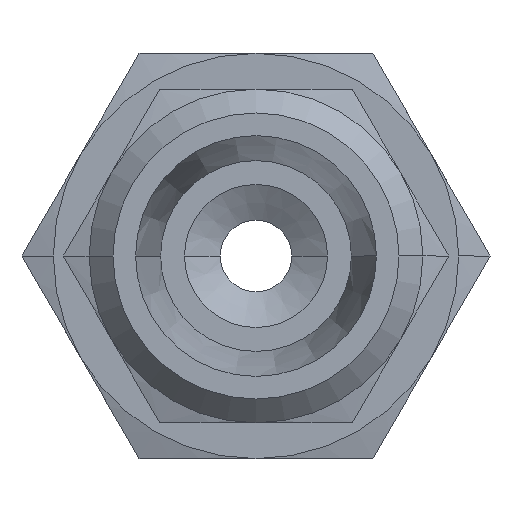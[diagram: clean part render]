
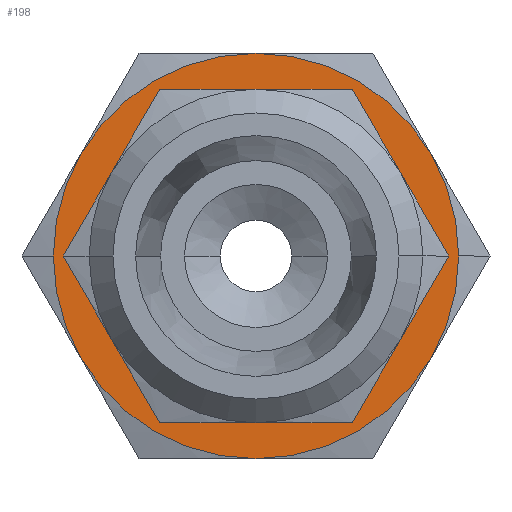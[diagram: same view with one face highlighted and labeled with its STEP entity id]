
A CAD part, left-side view. The second image highlights one B-rep face of the part: STEP entity #198.
In plain terms, the highlighted planar face has unit normal (-1, 0, 0).
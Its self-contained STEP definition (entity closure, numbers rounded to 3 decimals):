
#198 = ADVANCED_FACE( '', ( #499, #500 ), #501, .T. );
#499 = FACE_BOUND( '', #869, .T. );
#500 = FACE_OUTER_BOUND( '', #870, .T. );
#501 = PLANE( '', #871 );
#869 = EDGE_LOOP( '', ( #1899, #1900 ) );
#870 = EDGE_LOOP( '', ( #1901, #1902, #1903, #1904, #1905, #1906, #1907, #1908 ) );
#871 = AXIS2_PLACEMENT_3D( '', #1909, #1910, #1911 );
#1899 = ORIENTED_EDGE( '', *, *, #2410, .F. );
#1900 = ORIENTED_EDGE( '', *, *, #2683, .F. );
#1901 = ORIENTED_EDGE( '', *, *, #2684, .T. );
#1902 = ORIENTED_EDGE( '', *, *, #2389, .T. );
#1903 = ORIENTED_EDGE( '', *, *, #2685, .T. );
#1904 = ORIENTED_EDGE( '', *, *, #2686, .T. );
#1905 = ORIENTED_EDGE( '', *, *, #2385, .T. );
#1906 = ORIENTED_EDGE( '', *, *, #2687, .T. );
#1907 = ORIENTED_EDGE( '', *, *, #2688, .T. );
#1908 = ORIENTED_EDGE( '', *, *, #2689, .T. );
#1909 = CARTESIAN_POINT( '', ( 3.3, 6.75, 0. ) );
#1910 = DIRECTION( '', ( -1., 0., 0. ) );
#1911 = DIRECTION( '', ( 0., 1., 0. ) );
#2385 = EDGE_CURVE( '', #2867, #2864, #2868, .T. );
#2389 = EDGE_CURVE( '', #2871, #2873, #2875, .T. );
#2410 = EDGE_CURVE( '', #2913, #2916, #2917, .T. );
#2683 = EDGE_CURVE( '', #2916, #2913, #3366, .T. );
#2684 = EDGE_CURVE( '', #3367, #2871, #3368, .T. );
#2685 = EDGE_CURVE( '', #2873, #3369, #3370, .T. );
#2686 = EDGE_CURVE( '', #3369, #2867, #3371, .T. );
#2687 = EDGE_CURVE( '', #2864, #3372, #3373, .T. );
#2688 = EDGE_CURVE( '', #3372, #3374, #3375, .T. );
#2689 = EDGE_CURVE( '', #3374, #3367, #3376, .T. );
#2864 = VERTEX_POINT( '', #3574 );
#2867 = VERTEX_POINT( '', #3578 );
#2868 = CIRCLE( '', #3579, 8.5 );
#2871 = VERTEX_POINT( '', #3591 );
#2873 = VERTEX_POINT( '', #3594 );
#2875 = CIRCLE( '', #3605, 8.5 );
#2913 = VERTEX_POINT( '', #3687 );
#2916 = VERTEX_POINT( '', #3691 );
#2917 = CIRCLE( '', #3692, 5. );
#3366 = CIRCLE( '', #4334, 5. );
#3367 = VERTEX_POINT( '', #4335 );
#3368 = CIRCLE( '', #4336, 8.5 );
#3369 = VERTEX_POINT( '', #4337 );
#3370 = CIRCLE( '', #4338, 8.5 );
#3371 = CIRCLE( '', #4339, 8.5 );
#3372 = VERTEX_POINT( '', #4340 );
#3373 = CIRCLE( '', #4341, 8.5 );
#3374 = VERTEX_POINT( '', #4342 );
#3375 = CIRCLE( '', #4343, 8.5 );
#3376 = CIRCLE( '', #4344, 8.5 );
#3574 = CARTESIAN_POINT( '', ( 3.3, -8.5, 0. ) );
#3578 = CARTESIAN_POINT( '', ( 3.3, -7.361, -4.25 ) );
#3579 = AXIS2_PLACEMENT_3D( '', #4903, #4904, #4905 );
#3591 = CARTESIAN_POINT( '', ( 3.3, 8.5, 0. ) );
#3594 = CARTESIAN_POINT( '', ( 3.3, 7.361, -4.25 ) );
#3605 = AXIS2_PLACEMENT_3D( '', #4907, #4908, #4909 );
#3687 = CARTESIAN_POINT( '', ( 3.3, 5., 0. ) );
#3691 = CARTESIAN_POINT( '', ( 3.3, -5., 0. ) );
#3692 = AXIS2_PLACEMENT_3D( '', #4940, #4941, #4942 );
#4334 = AXIS2_PLACEMENT_3D( '', #5373, #5374, #5375 );
#4335 = CARTESIAN_POINT( '', ( 3.3, 7.361, 4.25 ) );
#4336 = AXIS2_PLACEMENT_3D( '', #5376, #5377, #5378 );
#4337 = CARTESIAN_POINT( '', ( 3.3, 0., -8.5 ) );
#4338 = AXIS2_PLACEMENT_3D( '', #5379, #5380, #5381 );
#4339 = AXIS2_PLACEMENT_3D( '', #5382, #5383, #5384 );
#4340 = CARTESIAN_POINT( '', ( 3.3, -7.361, 4.25 ) );
#4341 = AXIS2_PLACEMENT_3D( '', #5385, #5386, #5387 );
#4342 = CARTESIAN_POINT( '', ( 3.3, 0., 8.5 ) );
#4343 = AXIS2_PLACEMENT_3D( '', #5388, #5389, #5390 );
#4344 = AXIS2_PLACEMENT_3D( '', #5391, #5392, #5393 );
#4903 = CARTESIAN_POINT( '', ( 3.3, 0., 0. ) );
#4904 = DIRECTION( '', ( -1., 0., 0. ) );
#4905 = DIRECTION( '', ( 0., 1., 0. ) );
#4907 = CARTESIAN_POINT( '', ( 3.3, 0., 0. ) );
#4908 = DIRECTION( '', ( -1., 0., 0. ) );
#4909 = DIRECTION( '', ( 0., 1., 0. ) );
#4940 = CARTESIAN_POINT( '', ( 3.3, 0., 0. ) );
#4941 = DIRECTION( '', ( -1., 0., 0. ) );
#4942 = DIRECTION( '', ( 0., 1., 0. ) );
#5373 = CARTESIAN_POINT( '', ( 3.3, 0., 0. ) );
#5374 = DIRECTION( '', ( -1., 0., 0. ) );
#5375 = DIRECTION( '', ( 0., 1., 0. ) );
#5376 = CARTESIAN_POINT( '', ( 3.3, 0., 0. ) );
#5377 = DIRECTION( '', ( -1., 0., 0. ) );
#5378 = DIRECTION( '', ( 0., 1., 0. ) );
#5379 = CARTESIAN_POINT( '', ( 3.3, 0., 0. ) );
#5380 = DIRECTION( '', ( -1., 0., 0. ) );
#5381 = DIRECTION( '', ( 0., 1., 0. ) );
#5382 = CARTESIAN_POINT( '', ( 3.3, 0., 0. ) );
#5383 = DIRECTION( '', ( -1., 0., 0. ) );
#5384 = DIRECTION( '', ( 0., 1., 0. ) );
#5385 = CARTESIAN_POINT( '', ( 3.3, 0., 0. ) );
#5386 = DIRECTION( '', ( -1., 0., 0. ) );
#5387 = DIRECTION( '', ( 0., 1., 0. ) );
#5388 = CARTESIAN_POINT( '', ( 3.3, 0., 0. ) );
#5389 = DIRECTION( '', ( -1., 0., 0. ) );
#5390 = DIRECTION( '', ( 0., 1., 0. ) );
#5391 = CARTESIAN_POINT( '', ( 3.3, 0., 0. ) );
#5392 = DIRECTION( '', ( -1., 0., 0. ) );
#5393 = DIRECTION( '', ( 0., 1., 0. ) );
